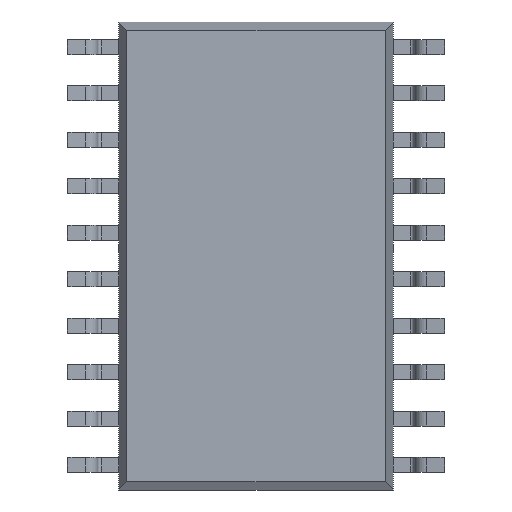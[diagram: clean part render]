
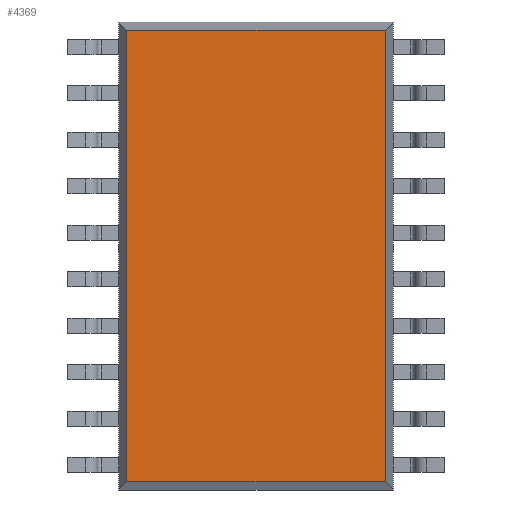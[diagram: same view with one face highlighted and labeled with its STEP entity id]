
A CAD part, front view. The second image highlights one B-rep face of the part: STEP entity #4369.
In plain terms, the highlighted planar face has unit normal (0, -1, 0).
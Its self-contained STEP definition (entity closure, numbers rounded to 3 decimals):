
#36 = LINE ( 'NONE', #2872, #7212 ) ;
#668 = DIRECTION ( 'NONE',  ( 0., 0., 1. ) ) ;
#818 = EDGE_CURVE ( 'NONE', #8335, #1244, #5039, .T. ) ;
#839 = CARTESIAN_POINT ( 'NONE',  ( 3.528, 0.3, 6.4 ) ) ;
#846 = DIRECTION ( 'NONE',  ( 0., 0., -1. ) ) ;
#1092 = VERTEX_POINT ( 'NONE', #8220 ) ;
#1244 = VERTEX_POINT ( 'NONE', #7138 ) ;
#1489 = AXIS2_PLACEMENT_3D ( 'NONE', #7893, #3548, #668 ) ;
#1842 = CARTESIAN_POINT ( 'NONE',  ( 3.528, 0.3, -6.178 ) ) ;
#2043 = EDGE_LOOP ( 'NONE', ( #3611, #3269, #7115, #4395 ) ) ;
#2872 = CARTESIAN_POINT ( 'NONE',  ( -3.528, 0.3, -6.4 ) ) ;
#3001 = DIRECTION ( 'NONE',  ( 0., 0., 1. ) ) ;
#3269 = ORIENTED_EDGE ( 'NONE', *, *, #8712, .T. ) ;
#3414 = EDGE_CURVE ( 'NONE', #1244, #7993, #7181, .T. ) ;
#3548 = DIRECTION ( 'NONE',  ( 0., 1., 0. ) ) ;
#3611 = ORIENTED_EDGE ( 'NONE', *, *, #6070, .T. ) ;
#4369 = ADVANCED_FACE ( 'NONE', ( #7145 ), #5068, .F. ) ;
#4395 = ORIENTED_EDGE ( 'NONE', *, *, #3414, .T. ) ;
#5039 = LINE ( 'NONE', #839, #8191 ) ;
#5068 = PLANE ( 'NONE',  #1489 ) ;
#6070 = EDGE_CURVE ( 'NONE', #7993, #1092, #36, .T. ) ;
#6729 = VECTOR ( 'NONE', #8773, 1000. ) ;
#7010 = LINE ( 'NONE', #7148, #7768 ) ;
#7115 = ORIENTED_EDGE ( 'NONE', *, *, #818, .T. ) ;
#7138 = CARTESIAN_POINT ( 'NONE',  ( 3.528, 0.3, 6.178 ) ) ;
#7145 = FACE_OUTER_BOUND ( 'NONE', #2043, .T. ) ;
#7148 = CARTESIAN_POINT ( 'NONE',  ( 3.75, 0.3, -6.178 ) ) ;
#7181 = LINE ( 'NONE', #8068, #6729 ) ;
#7212 = VECTOR ( 'NONE', #846, 1000. ) ;
#7768 = VECTOR ( 'NONE', #9321, 1000. ) ;
#7893 = CARTESIAN_POINT ( 'NONE',  ( 0., 0.3, 0. ) ) ;
#7993 = VERTEX_POINT ( 'NONE', #8965 ) ;
#8068 = CARTESIAN_POINT ( 'NONE',  ( -3.75, 0.3, 6.178 ) ) ;
#8191 = VECTOR ( 'NONE', #3001, 1000. ) ;
#8220 = CARTESIAN_POINT ( 'NONE',  ( -3.528, 0.3, -6.178 ) ) ;
#8335 = VERTEX_POINT ( 'NONE', #1842 ) ;
#8712 = EDGE_CURVE ( 'NONE', #1092, #8335, #7010, .T. ) ;
#8773 = DIRECTION ( 'NONE',  ( -1., 0., 0. ) ) ;
#8965 = CARTESIAN_POINT ( 'NONE',  ( -3.528, 0.3, 6.178 ) ) ;
#9321 = DIRECTION ( 'NONE',  ( 1., 0., 0. ) ) ;
